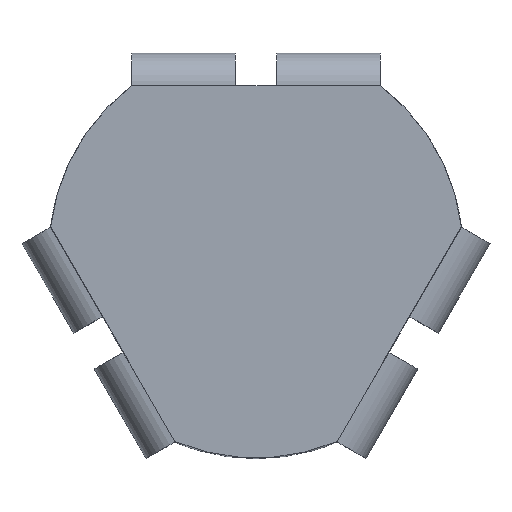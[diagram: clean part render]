
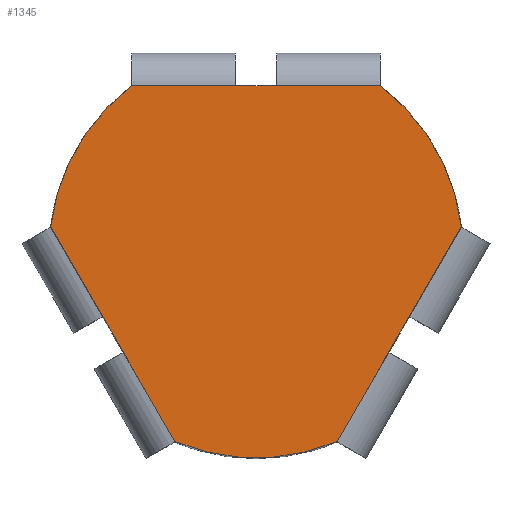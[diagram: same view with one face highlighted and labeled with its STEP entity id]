
A CAD part, top view. The second image highlights one B-rep face of the part: STEP entity #1345.
In plain terms, the highlighted planar face has unit normal (0, 0, 1).
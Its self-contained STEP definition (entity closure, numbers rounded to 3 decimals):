
#55 = CARTESIAN_POINT ( 'NONE',  ( -24.821, 2.99, 50. ) ) ;
#77 = EDGE_CURVE ( 'NONE', #1284, #321, #101, .T. ) ;
#92 = DIRECTION ( 'NONE',  ( -1., 0., 0. ) ) ;
#101 = LINE ( 'NONE', #55, #818 ) ;
#111 = CARTESIAN_POINT ( 'NONE',  ( 0., 0., 50. ) ) ;
#150 = DIRECTION ( 'NONE',  ( 0., 0., 1. ) ) ;
#163 = DIRECTION ( 'NONE',  ( 1., 0., 0. ) ) ;
#209 = LINE ( 'NONE', #273, #260 ) ;
#260 = VECTOR ( 'NONE', #92, 1000. ) ;
#273 = CARTESIAN_POINT ( 'NONE',  ( 15., 20., 50. ) ) ;
#281 = PLANE ( 'NONE',  #292 ) ;
#292 = AXIS2_PLACEMENT_3D ( 'NONE', #919, #1057, #1067 ) ;
#321 = VERTEX_POINT ( 'NONE', #514 ) ;
#326 = ORIENTED_EDGE ( 'NONE', *, *, #1402, .T. ) ;
#359 = ORIENTED_EDGE ( 'NONE', *, *, #77, .T. ) ;
#375 = AXIS2_PLACEMENT_3D ( 'NONE', #389, #381, #385 ) ;
#381 = DIRECTION ( 'NONE',  ( 0., 0., 1. ) ) ;
#385 = DIRECTION ( 'NONE',  ( 1., 0., 0. ) ) ;
#389 = CARTESIAN_POINT ( 'NONE',  ( 0., 0., 50. ) ) ;
#464 = DIRECTION ( 'NONE',  ( 0.5, -0.866, 0. ) ) ;
#493 = CIRCLE ( 'NONE', #375, 25. ) ;
#498 = CARTESIAN_POINT ( 'NONE',  ( 15., 20., 50. ) ) ;
#514 = CARTESIAN_POINT ( 'NONE',  ( -9.821, -22.99, 50. ) ) ;
#539 = FACE_OUTER_BOUND ( 'NONE', #1270, .T. ) ;
#605 = EDGE_CURVE ( 'NONE', #1049, #1006, #1127, .T. ) ;
#623 = EDGE_CURVE ( 'NONE', #1343, #1284, #1096, .T. ) ;
#624 = CARTESIAN_POINT ( 'NONE',  ( 24.821, 2.99, 50. ) ) ;
#634 = AXIS2_PLACEMENT_3D ( 'NONE', #780, #777, #751 ) ;
#659 = VERTEX_POINT ( 'NONE', #498 ) ;
#661 = EDGE_CURVE ( 'NONE', #321, #1049, #1024, .T. ) ;
#739 = ORIENTED_EDGE ( 'NONE', *, *, #623, .T. ) ;
#751 = DIRECTION ( 'NONE',  ( 1., 0., 0. ) ) ;
#777 = DIRECTION ( 'NONE',  ( 0., 0., 1. ) ) ;
#780 = CARTESIAN_POINT ( 'NONE',  ( 0., 0., 50. ) ) ;
#796 = AXIS2_PLACEMENT_3D ( 'NONE', #111, #150, #163 ) ;
#804 = CARTESIAN_POINT ( 'NONE',  ( 9.821, -22.99, 50. ) ) ;
#818 = VECTOR ( 'NONE', #464, 1000. ) ;
#900 = CARTESIAN_POINT ( 'NONE',  ( 9.821, -22.99, 50. ) ) ;
#919 = CARTESIAN_POINT ( 'NONE',  ( 0., 0., 50. ) ) ;
#1006 = VERTEX_POINT ( 'NONE', #624 ) ;
#1024 = CIRCLE ( 'NONE', #796, 25. ) ;
#1049 = VERTEX_POINT ( 'NONE', #804 ) ;
#1050 = ORIENTED_EDGE ( 'NONE', *, *, #661, .T. ) ;
#1057 = DIRECTION ( 'NONE',  ( 0., 0., 1. ) ) ;
#1067 = DIRECTION ( 'NONE',  ( 1., 0., 0. ) ) ;
#1086 = ORIENTED_EDGE ( 'NONE', *, *, #605, .T. ) ;
#1096 = CIRCLE ( 'NONE', #634, 25. ) ;
#1112 = VECTOR ( 'NONE', #1194, 1000. ) ;
#1127 = LINE ( 'NONE', #900, #1112 ) ;
#1186 = EDGE_CURVE ( 'NONE', #659, #1343, #209, .T. ) ;
#1194 = DIRECTION ( 'NONE',  ( 0.5, 0.866, 0. ) ) ;
#1255 = CARTESIAN_POINT ( 'NONE',  ( -24.821, 2.99, 50. ) ) ;
#1270 = EDGE_LOOP ( 'NONE', ( #359, #1050, #1086, #326, #1286, #739 ) ) ;
#1271 = CARTESIAN_POINT ( 'NONE',  ( -15., 20., 50. ) ) ;
#1284 = VERTEX_POINT ( 'NONE', #1255 ) ;
#1286 = ORIENTED_EDGE ( 'NONE', *, *, #1186, .T. ) ;
#1343 = VERTEX_POINT ( 'NONE', #1271 ) ;
#1345 = ADVANCED_FACE ( 'NONE', ( #539 ), #281, .T. ) ;
#1402 = EDGE_CURVE ( 'NONE', #1006, #659, #493, .T. ) ;
